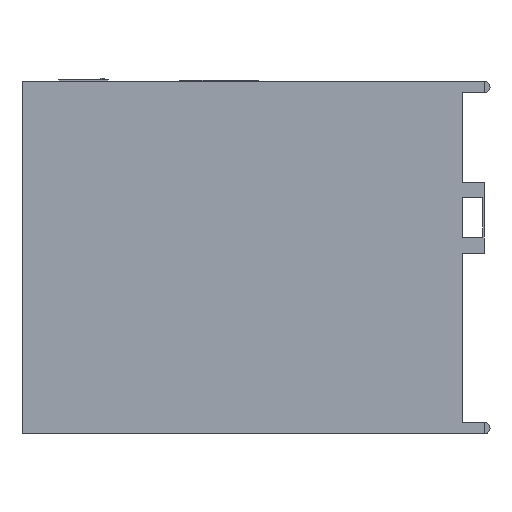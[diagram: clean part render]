
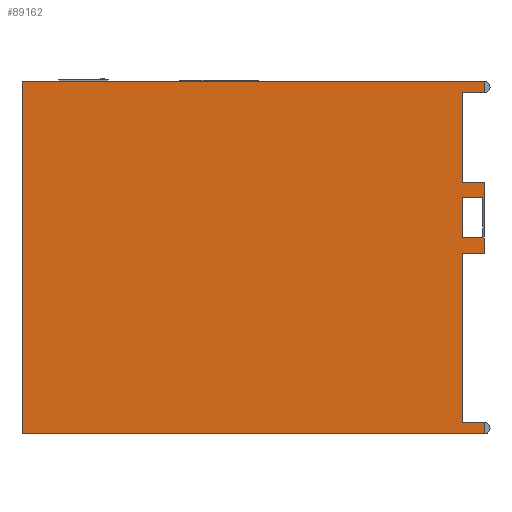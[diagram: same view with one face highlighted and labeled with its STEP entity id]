
A CAD part, left-side view. The second image highlights one B-rep face of the part: STEP entity #89162.
In plain terms, the highlighted planar face has unit normal (-1, 0, 0).
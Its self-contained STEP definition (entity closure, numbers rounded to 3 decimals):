
#87 = DIRECTION ( 'NONE',  ( 0., 1., 0. ) ) ;
#119 = VERTEX_POINT ( 'NONE', #16056 ) ;
#787 = VERTEX_POINT ( 'NONE', #113261 ) ;
#1533 = CARTESIAN_POINT ( 'NONE',  ( -200., 600., 960. ) ) ;
#1690 = EDGE_CURVE ( 'NONE', #119, #89319, #90521, .T. ) ;
#1719 = ORIENTED_EDGE ( 'NONE', *, *, #113059, .F. ) ;
#1926 = CARTESIAN_POINT ( 'NONE',  ( -200., -660., 929.416 ) ) ;
#2843 = EDGE_CURVE ( 'NONE', #83302, #42829, #45508, .T. ) ;
#3240 = CARTESIAN_POINT ( 'NONE',  ( -200., -660., 685.115 ) ) ;
#6098 = VECTOR ( 'NONE', #47328, 1000. ) ;
#6665 = ORIENTED_EDGE ( 'NONE', *, *, #82023, .F. ) ;
#7173 = DIRECTION ( 'NONE',  ( 0., -1., 0. ) ) ;
#8152 = ORIENTED_EDGE ( 'NONE', *, *, #49585, .F. ) ;
#9878 = EDGE_CURVE ( 'NONE', #83302, #40392, #20543, .T. ) ;
#12114 = ORIENTED_EDGE ( 'NONE', *, *, #43474, .T. ) ;
#12794 = CARTESIAN_POINT ( 'NONE',  ( -200., -600., 960. ) ) ;
#13140 = CARTESIAN_POINT ( 'NONE',  ( -200., -660., 685.115 ) ) ;
#13635 = CARTESIAN_POINT ( 'NONE',  ( -200., 600., 0. ) ) ;
#16056 = CARTESIAN_POINT ( 'NONE',  ( -200., -600., 929.416 ) ) ;
#17977 = LINE ( 'NONE', #19157, #47498 ) ;
#18541 = ORIENTED_EDGE ( 'NONE', *, *, #2843, .T. ) ;
#18568 = DIRECTION ( 'NONE',  ( 0., 1., 0. ) ) ;
#18962 = VERTEX_POINT ( 'NONE', #3240 ) ;
#19157 = CARTESIAN_POINT ( 'NONE',  ( -200., -600., 0. ) ) ;
#19920 = VECTOR ( 'NONE', #35770, 1000. ) ;
#20543 = LINE ( 'NONE', #47066, #87373 ) ;
#22765 = LINE ( 'NONE', #13140, #30469 ) ;
#24598 = CARTESIAN_POINT ( 'NONE',  ( -200., -660., 685.115 ) ) ;
#27097 = VECTOR ( 'NONE', #43261, 1000. ) ;
#27366 = EDGE_CURVE ( 'NONE', #42560, #110378, #109399, .T. ) ;
#27577 = CARTESIAN_POINT ( 'NONE',  ( -200., -660., 30.584 ) ) ;
#28064 = LINE ( 'NONE', #12794, #6098 ) ;
#28428 = VECTOR ( 'NONE', #32667, 1000. ) ;
#30074 = EDGE_CURVE ( 'NONE', #787, #63810, #98351, .T. ) ;
#30469 = VECTOR ( 'NONE', #60695, 1000. ) ;
#32223 = CARTESIAN_POINT ( 'NONE',  ( -200., 600., 960. ) ) ;
#32667 = DIRECTION ( 'NONE',  ( 0., 0., -1. ) ) ;
#33283 = LINE ( 'NONE', #79007, #28428 ) ;
#35770 = DIRECTION ( 'NONE',  ( 0., 0., -1. ) ) ;
#38696 = VECTOR ( 'NONE', #64147, 1000. ) ;
#39059 = LINE ( 'NONE', #75174, #116026 ) ;
#40392 = VERTEX_POINT ( 'NONE', #42974 ) ;
#40569 = VERTEX_POINT ( 'NONE', #91691 ) ;
#41217 = CARTESIAN_POINT ( 'NONE',  ( -200., -660., 643.584 ) ) ;
#42451 = EDGE_CURVE ( 'NONE', #18962, #89319, #107041, .T. ) ;
#42560 = VERTEX_POINT ( 'NONE', #44435 ) ;
#42819 = DIRECTION ( 'NONE',  ( 0., 1., 0. ) ) ;
#42829 = VERTEX_POINT ( 'NONE', #13635 ) ;
#42974 = CARTESIAN_POINT ( 'NONE',  ( -200., -660., 960. ) ) ;
#43002 = EDGE_CURVE ( 'NONE', #42560, #118397, #116524, .T. ) ;
#43261 = DIRECTION ( 'NONE',  ( 0., 1., 0. ) ) ;
#43474 = EDGE_CURVE ( 'NONE', #49364, #46239, #66818, .T. ) ;
#44435 = CARTESIAN_POINT ( 'NONE',  ( -200., -660., 30.584 ) ) ;
#44610 = VECTOR ( 'NONE', #18568, 1000. ) ;
#45508 = LINE ( 'NONE', #1533, #114327 ) ;
#46239 = VERTEX_POINT ( 'NONE', #53331 ) ;
#47066 = CARTESIAN_POINT ( 'NONE',  ( -200., -600., 960. ) ) ;
#47328 = DIRECTION ( 'NONE',  ( 0., 0., -1. ) ) ;
#47438 = ORIENTED_EDGE ( 'NONE', *, *, #30074, .F. ) ;
#47498 = VECTOR ( 'NONE', #7173, 1000. ) ;
#49266 = DIRECTION ( 'NONE',  ( 0., 0., -1. ) ) ;
#49364 = VERTEX_POINT ( 'NONE', #71638 ) ;
#49585 = EDGE_CURVE ( 'NONE', #40392, #81220, #39059, .T. ) ;
#50332 = ORIENTED_EDGE ( 'NONE', *, *, #80132, .F. ) ;
#50429 = LINE ( 'NONE', #81522, #19920 ) ;
#53331 = CARTESIAN_POINT ( 'NONE',  ( -200., -600., 535.828 ) ) ;
#55809 = EDGE_CURVE ( 'NONE', #63810, #46239, #50429, .T. ) ;
#56071 = LINE ( 'NONE', #64505, #73599 ) ;
#56286 = EDGE_CURVE ( 'NONE', #787, #49364, #33283, .T. ) ;
#57117 = EDGE_CURVE ( 'NONE', #18962, #91963, #22765, .T. ) ;
#58137 = AXIS2_PLACEMENT_3D ( 'NONE', #115250, #79166, #89393 ) ;
#59348 = CARTESIAN_POINT ( 'NONE',  ( -200., -660., 492.052 ) ) ;
#59362 = ORIENTED_EDGE ( 'NONE', *, *, #95983, .T. ) ;
#60695 = DIRECTION ( 'NONE',  ( 0., 0., -1. ) ) ;
#61128 = FACE_OUTER_BOUND ( 'NONE', #81399, .T. ) ;
#61467 = CARTESIAN_POINT ( 'NONE',  ( -200., -660., 492.052 ) ) ;
#61839 = ORIENTED_EDGE ( 'NONE', *, *, #27366, .T. ) ;
#62610 = ORIENTED_EDGE ( 'NONE', *, *, #1690, .F. ) ;
#62960 = CARTESIAN_POINT ( 'NONE',  ( -200., -660., 30.584 ) ) ;
#63810 = VERTEX_POINT ( 'NONE', #79995 ) ;
#64147 = DIRECTION ( 'NONE',  ( 0., 0., -1. ) ) ;
#64505 = CARTESIAN_POINT ( 'NONE',  ( -200., -660., 929.416 ) ) ;
#66818 = LINE ( 'NONE', #76986, #84916 ) ;
#67839 = ORIENTED_EDGE ( 'NONE', *, *, #55809, .F. ) ;
#70690 = DIRECTION ( 'NONE',  ( 0., 1., 0. ) ) ;
#71638 = CARTESIAN_POINT ( 'NONE',  ( -200., -655.043, 535.828 ) ) ;
#73599 = VECTOR ( 'NONE', #87, 1000. ) ;
#75174 = CARTESIAN_POINT ( 'NONE',  ( -200., -660., 960. ) ) ;
#75681 = ORIENTED_EDGE ( 'NONE', *, *, #56286, .T. ) ;
#76132 = ORIENTED_EDGE ( 'NONE', *, *, #43002, .F. ) ;
#76946 = VECTOR ( 'NONE', #42819, 1000. ) ;
#76986 = CARTESIAN_POINT ( 'NONE',  ( -200., -660., 535.828 ) ) ;
#77754 = LINE ( 'NONE', #61467, #76946 ) ;
#79007 = CARTESIAN_POINT ( 'NONE',  ( -200., -655.043, 660.873 ) ) ;
#79166 = DIRECTION ( 'NONE',  ( 1., 0., 0. ) ) ;
#79729 = DIRECTION ( 'NONE',  ( 0., 0., -1. ) ) ;
#79995 = CARTESIAN_POINT ( 'NONE',  ( -200., -600., 643.584 ) ) ;
#80132 = EDGE_CURVE ( 'NONE', #91963, #40569, #77754, .T. ) ;
#81220 = VERTEX_POINT ( 'NONE', #1926 ) ;
#81399 = EDGE_LOOP ( 'NONE', ( #59362, #76132, #61839, #6665, #50332, #91514, #95221, #62610, #1719, #8152, #110194, #18541 ) ) ;
#81522 = CARTESIAN_POINT ( 'NONE',  ( -200., -600., 960. ) ) ;
#81551 = CARTESIAN_POINT ( 'NONE',  ( -200., -600., 685.115 ) ) ;
#82023 = EDGE_CURVE ( 'NONE', #40569, #110378, #28064, .T. ) ;
#82122 = EDGE_LOOP ( 'NONE', ( #47438, #75681, #12114, #67839 ) ) ;
#82204 = DIRECTION ( 'NONE',  ( 0., 0., -1. ) ) ;
#83302 = VERTEX_POINT ( 'NONE', #32223 ) ;
#84916 = VECTOR ( 'NONE', #104682, 1000. ) ;
#87373 = VECTOR ( 'NONE', #112603, 1000. ) ;
#89162 = ADVANCED_FACE ( 'NONE', ( #106843, #61128 ), #114675, .F. ) ;
#89319 = VERTEX_POINT ( 'NONE', #81551 ) ;
#89393 = DIRECTION ( 'NONE',  ( 0., 0., -1. ) ) ;
#90283 = VECTOR ( 'NONE', #70690, 1000. ) ;
#90521 = LINE ( 'NONE', #108585, #105334 ) ;
#91514 = ORIENTED_EDGE ( 'NONE', *, *, #57117, .F. ) ;
#91691 = CARTESIAN_POINT ( 'NONE',  ( -200., -600., 492.052 ) ) ;
#91963 = VERTEX_POINT ( 'NONE', #59348 ) ;
#95221 = ORIENTED_EDGE ( 'NONE', *, *, #42451, .T. ) ;
#95983 = EDGE_CURVE ( 'NONE', #42829, #118397, #17977, .T. ) ;
#98351 = LINE ( 'NONE', #41217, #90283 ) ;
#104682 = DIRECTION ( 'NONE',  ( 0., 1., 0. ) ) ;
#105334 = VECTOR ( 'NONE', #79729, 1000. ) ;
#106843 = FACE_BOUND ( 'NONE', #82122, .T. ) ;
#107041 = LINE ( 'NONE', #24598, #27097 ) ;
#108585 = CARTESIAN_POINT ( 'NONE',  ( -200., -600., 960. ) ) ;
#109399 = LINE ( 'NONE', #27577, #44610 ) ;
#110194 = ORIENTED_EDGE ( 'NONE', *, *, #9878, .F. ) ;
#110378 = VERTEX_POINT ( 'NONE', #116545 ) ;
#112603 = DIRECTION ( 'NONE',  ( 0., -1., 0. ) ) ;
#113059 = EDGE_CURVE ( 'NONE', #81220, #119, #56071, .T. ) ;
#113261 = CARTESIAN_POINT ( 'NONE',  ( -200., -655.043, 643.584 ) ) ;
#114327 = VECTOR ( 'NONE', #82204, 1000. ) ;
#114675 = PLANE ( 'NONE',  #58137 ) ;
#114734 = CARTESIAN_POINT ( 'NONE',  ( -200., -660., 0. ) ) ;
#115250 = CARTESIAN_POINT ( 'NONE',  ( -200., -600., 960. ) ) ;
#116026 = VECTOR ( 'NONE', #49266, 1000. ) ;
#116524 = LINE ( 'NONE', #62960, #38696 ) ;
#116545 = CARTESIAN_POINT ( 'NONE',  ( -200., -600., 30.584 ) ) ;
#118397 = VERTEX_POINT ( 'NONE', #114734 ) ;
